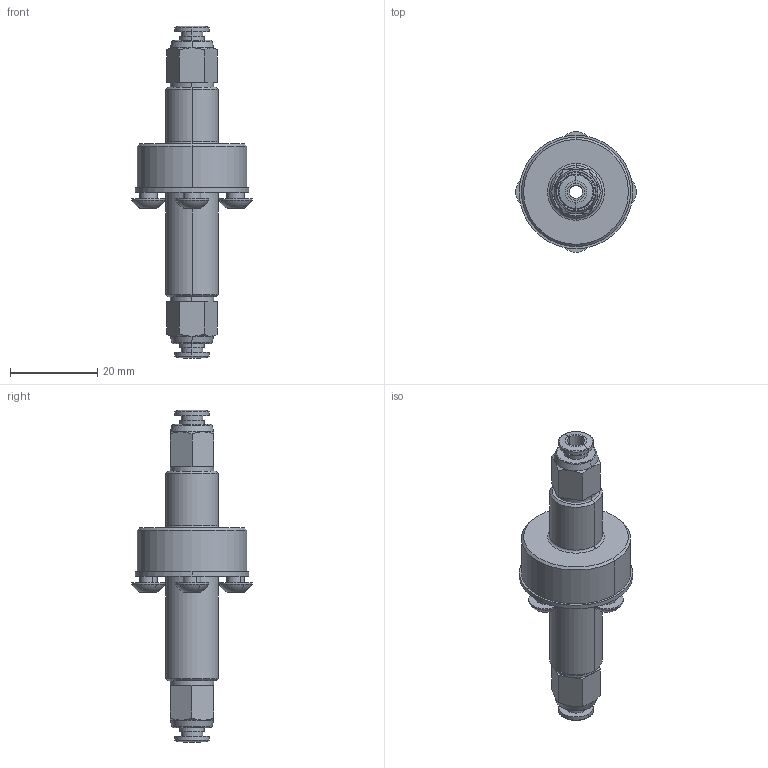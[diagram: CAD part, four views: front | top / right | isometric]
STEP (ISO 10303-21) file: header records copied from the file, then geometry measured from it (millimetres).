
FILE_DESCRIPTION (( 'STEP AP214' ), '1' );
FILE_NAME ('43665~0.STEP', '2019-04-23T07:04:44', ( '' ), ( '' ), 'SwSTEP 2.0', 'SolidWorks 2018', '' );
FILE_SCHEMA (( 'AUTOMOTIVE_DESIGN' ));
Length unit declared in the file: millimetre
Products named in the file (6): 43490~0; ISO7380~n_M04,0x008; 42256~0_S; 42255~0_S; 38326~0_S; 43665~0
Assembly tree (9 placements, depth 3):
  43665~0
    43490~0
      42255~0_S
      42256~0_S
      ISO7380~n_M04,0x008  x4
    38326~0_S  x2
Bounding box: 27.6 x 27.6 x 76 mm (x, y, z)
Volume: 9706.1 mm3; surface area: 8562.3 mm2
Topology: 8 solids, 8 shells, 258 faces, 594 edges, 368 vertices
Faces by surface type: cylinder 136, cone 54, plane 48, torus 12, bspline 8
Entity records: 4533 total; most frequent: DIRECTION 717, CARTESIAN_POINT 711, ORIENTED_EDGE 572, AXIS2_PLACEMENT_3D 307, EDGE_CURVE 286, VERTEX_POINT 177, CIRCLE 168, EDGE_LOOP 157
